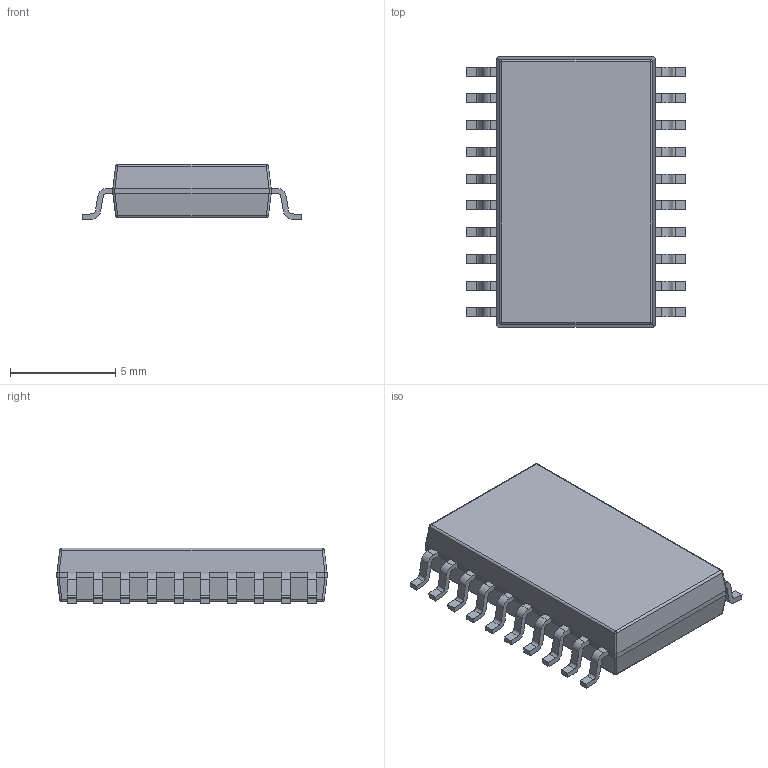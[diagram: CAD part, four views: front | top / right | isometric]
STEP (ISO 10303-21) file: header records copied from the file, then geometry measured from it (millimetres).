
FILE_DESCRIPTION((''),'2;1');
FILE_NAME('DWP0020B_ASM','2016-04-29T',('a0412025'),(''),'PRO/ENGINEER BY PARAMETRIC TECHNOLOGY CORPORATION, 2011490','PRO/ENGINEER BY PARAMETRIC TECHNOLOGY CORPORATION, 2011490','');
FILE_SCHEMA(('AUTOMOTIVE_DESIGN_CC2 { 1 2 10303 214 -1 1 5 2 }'));
Length unit declared in the file: millimetre
Products named in the file (5): BODY-SO; LEAD-SO; THERMALPAD-SO; PIN1-ID; DWP0020B_ASM
Assembly tree (23 placements, depth 2):
  DWP0020B_ASM
    BODY-SO
    LEAD-SO  x20
    THERMALPAD-SO
    PIN1-ID
Bounding box: 10.44 x 12.82 x 2.64 mm (x, y, z)
Volume: 243.3 mm3; surface area: 368 mm2
Topology: 22 solids, 22 shells, 357 faces, 896 edges, 584 vertices
Faces by surface type: plane 249, cylinder 100, sphere 8
Entity records: 3733 total; most frequent: CARTESIAN_POINT 787, DIRECTION 450, ORIENTED_EDGE 424, PRESENTATION_STYLE_ASSIGNMENT 215, STYLED_ITEM 215, CURVE_STYLE 212, EDGE_CURVE 212, AXIS2_PLACEMENT_3D 151
